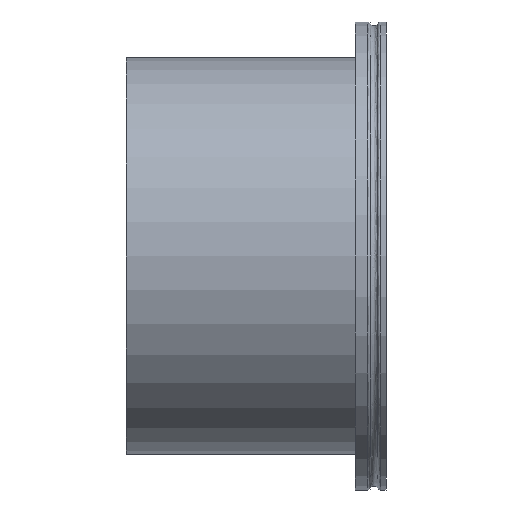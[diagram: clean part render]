
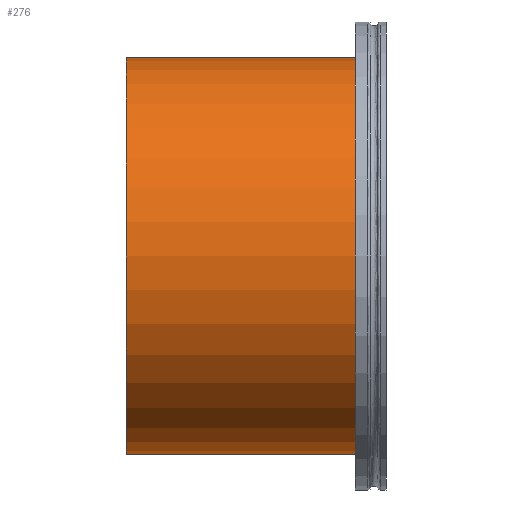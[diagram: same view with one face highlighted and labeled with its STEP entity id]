
A CAD part, front view. The second image highlights one B-rep face of the part: STEP entity #276.
In plain terms, the highlighted cylindrical face has radius 76.2 mm (diameter 152.4 mm), a full revolution.
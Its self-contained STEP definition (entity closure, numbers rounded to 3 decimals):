
#33 = DIRECTION ( 'NONE',  ( -1., 0., 0. ) ) ;
#62 = AXIS2_PLACEMENT_3D ( 'NONE', #468, #234, #967 ) ;
#86 = CARTESIAN_POINT ( 'NONE',  ( 0., 0., 0. ) ) ;
#97 = VERTEX_POINT ( 'NONE', #375 ) ;
#139 = FACE_OUTER_BOUND ( 'NONE', #696, .T. ) ;
#159 = DIRECTION ( 'NONE',  ( 1., 0., 0. ) ) ;
#234 = DIRECTION ( 'NONE',  ( 1., 0., 0. ) ) ;
#236 = VERTEX_POINT ( 'NONE', #922 ) ;
#274 = EDGE_CURVE ( 'NONE', #97, #97, #555, .T. ) ;
#276 = ADVANCED_FACE ( 'NONE', ( #670, #139 ), #804, .T. ) ;
#330 = DIRECTION ( 'NONE',  ( 0., 0., -1. ) ) ;
#375 = CARTESIAN_POINT ( 'NONE',  ( 0., 0., -76.2 ) ) ;
#377 = CIRCLE ( 'NONE', #495, 76.2 ) ;
#380 = EDGE_CURVE ( 'NONE', #236, #236, #377, .T. ) ;
#425 = ORIENTED_EDGE ( 'NONE', *, *, #274, .T. ) ;
#447 = ORIENTED_EDGE ( 'NONE', *, *, #380, .T. ) ;
#468 = CARTESIAN_POINT ( 'NONE',  ( 0., 0., 0. ) ) ;
#484 = CARTESIAN_POINT ( 'NONE',  ( 93.7, 0., 0. ) ) ;
#495 = AXIS2_PLACEMENT_3D ( 'NONE', #484, #33, #330 ) ;
#505 = EDGE_LOOP ( 'NONE', ( #425 ) ) ;
#555 = CIRCLE ( 'NONE', #741, 76.2 ) ;
#670 = FACE_OUTER_BOUND ( 'NONE', #505, .T. ) ;
#696 = EDGE_LOOP ( 'NONE', ( #447 ) ) ;
#741 = AXIS2_PLACEMENT_3D ( 'NONE', #86, #159, #782 ) ;
#782 = DIRECTION ( 'NONE',  ( 0., 0., -1. ) ) ;
#804 = CYLINDRICAL_SURFACE ( 'NONE', #62, 76.2 ) ;
#922 = CARTESIAN_POINT ( 'NONE',  ( 93.7, 0., -76.2 ) ) ;
#967 = DIRECTION ( 'NONE',  ( 0., 0., -1. ) ) ;
